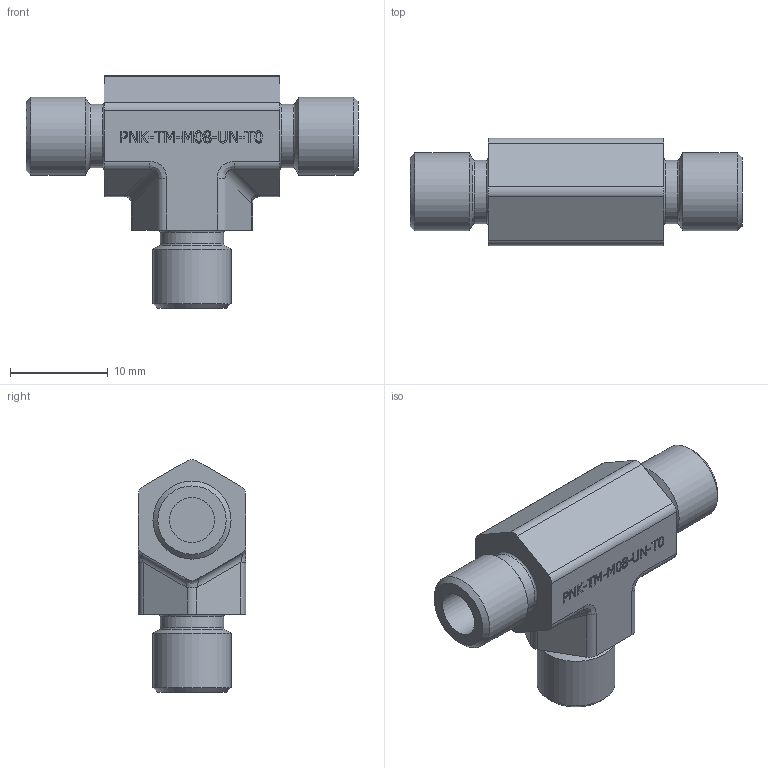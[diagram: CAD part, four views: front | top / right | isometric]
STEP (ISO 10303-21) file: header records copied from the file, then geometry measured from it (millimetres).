
FILE_DESCRIPTION(/* description */ (''),/* implementation_level */ '2;1');
FILE_NAME(/* name */ 'PNK-TM-M08-UN-T0.stp',/* time_stamp */ '2025-02-11T10:32:07-03:00',/* author */ ('Jefferson'),/* organization */ (''),/* preprocessor_version */ 'ST-DEVELOPER v19',/* originating_system */ 'Autodesk Inventor 2023',/* authorisation */ '');
FILE_SCHEMA (('AUTOMOTIVE_DESIGN { 1 0 10303 214 3 1 1 }'));
Length unit declared in the file: millimetre
Products named in the file (1): PNK-TM-M08-UN-T0
Bounding box: 34 x 11 x 23.85 mm (x, y, z)
Volume: 3286.5 mm3; surface area: 1878.4 mm2
Topology: 1 solids, 1 shells, 253 faces, 648 edges, 424 vertices
Faces by surface type: plane 148, bspline 65, cylinder 28, cone 6, torus 6
Full cylindrical faces by diameter (mm): 4.6 x3, 6.5 x3, 8 x3
Entity records: 8095 total; most frequent: CARTESIAN_POINT 2257, ORIENTED_EDGE 1296, DIRECTION 990, EDGE_CURVE 648, LINE 448, VECTOR 448, VERTEX_POINT 424, EDGE_LOOP 280
